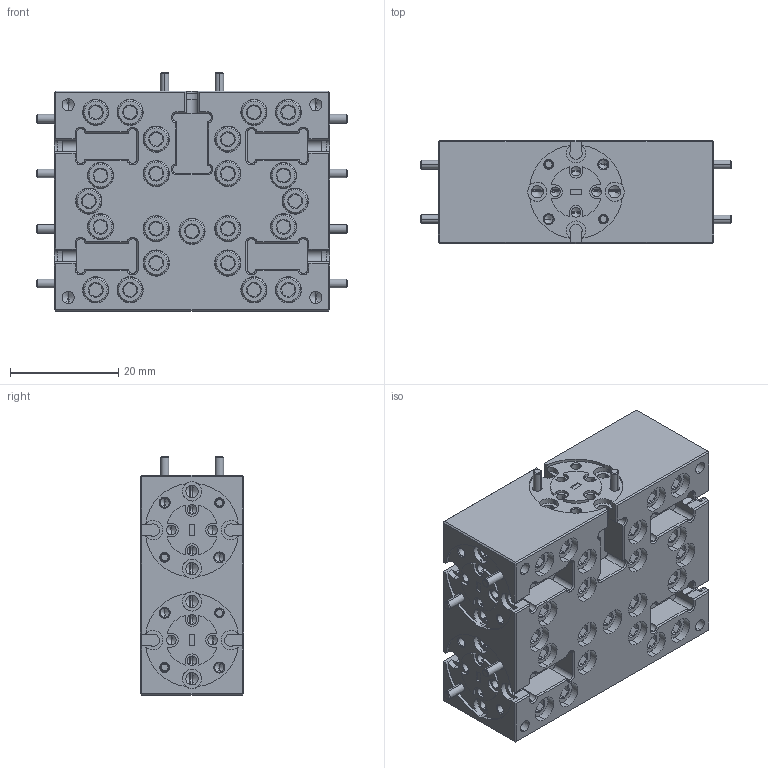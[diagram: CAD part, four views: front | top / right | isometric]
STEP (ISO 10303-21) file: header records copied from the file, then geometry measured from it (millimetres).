
FILE_DESCRIPTION (( 'STEP AP214' ), '1' );
FILE_NAME ('WP-F4-A-3, Defeatured.STEP', '2024-04-09T16:44:07', ( '' ), ( '' ), 'SwSTEP 2.0', 'SolidWorks 2021', '' );
FILE_SCHEMA (( 'AUTOMOTIVE_DESIGN' ));
Length unit declared in the file: inch
Products named in the file (1): WP-F4-A-3, Defeatured
Bounding box: 57.53 x 19.05 x 44.01 mm (x, y, z)
Volume: 34170.9 mm3; surface area: 14272.2 mm2
Topology: 11 solids, 11 shells, 1634 faces, 3834 edges, 2246 vertices
Faces by surface type: plane 624, cone 525, cylinder 465, bspline 20
Entity records: 68153 total; most frequent: CARTESIAN_POINT 10724, DIRECTION 8076, ORIENTED_EDGE 7436, EDGE_CURVE 3718, AXIS2_PLACEMENT_3D 3014, VERTEX_POINT 2246, LINE 2048, VECTOR 2048
